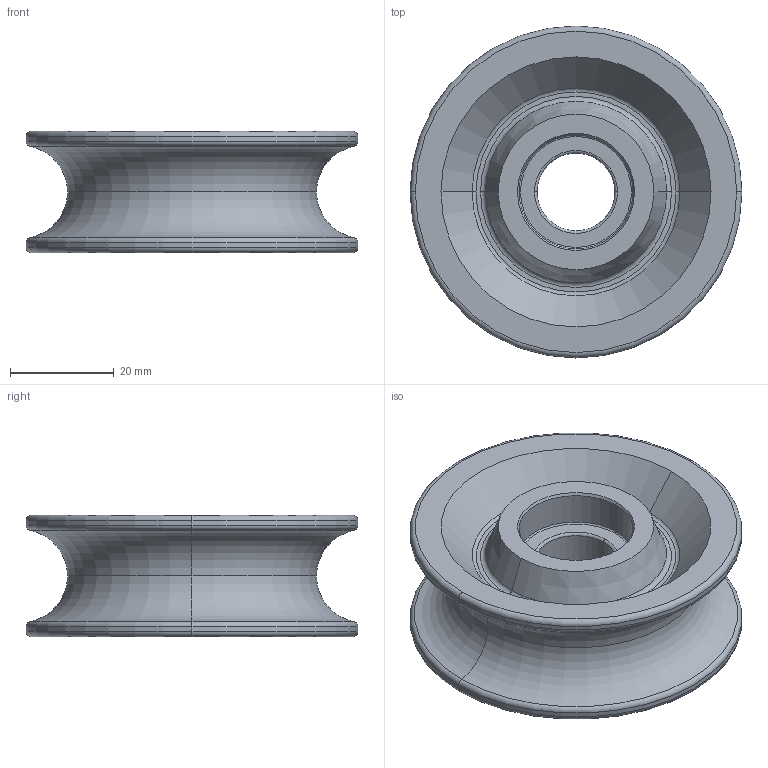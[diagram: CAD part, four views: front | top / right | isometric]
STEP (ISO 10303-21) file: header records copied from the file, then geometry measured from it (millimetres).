
FILE_DESCRIPTION (( 'STEP AP214' ), '1' );
FILE_NAME ('ZTK_PART_ROUE SUPERMAN CBL 16.STEP', '2024-04-10T08:19:54', ( '' ), ( '' ), 'SwSTEP 2.0', 'SolidWorks 2024', '' );
FILE_SCHEMA (( 'AUTOMOTIVE_DESIGN' ));
Length unit declared in the file: millimetre
Products named in the file (1): ZTK_PART_ROUE SUPERMAN CBL 16
Bounding box: 64 x 64 x 23.4 mm (x, y, z)
Volume: 37128.3 mm3; surface area: 14504.8 mm2
Topology: 1 solids, 1 shells, 58 faces, 116 edges, 66 vertices
Faces by surface type: torus 28, cone 12, cylinder 10, plane 8
Entity records: 1549 total; most frequent: DIRECTION 328, CARTESIAN_POINT 241, ORIENTED_EDGE 232, AXIS2_PLACEMENT_3D 153, EDGE_CURVE 116, CIRCLE 94, EDGE_LOOP 66, VERTEX_POINT 66
